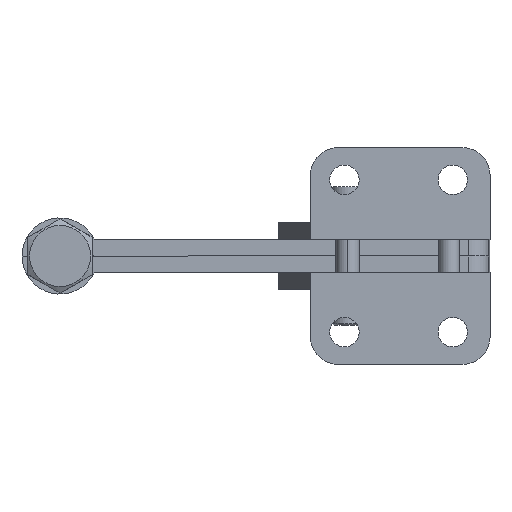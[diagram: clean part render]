
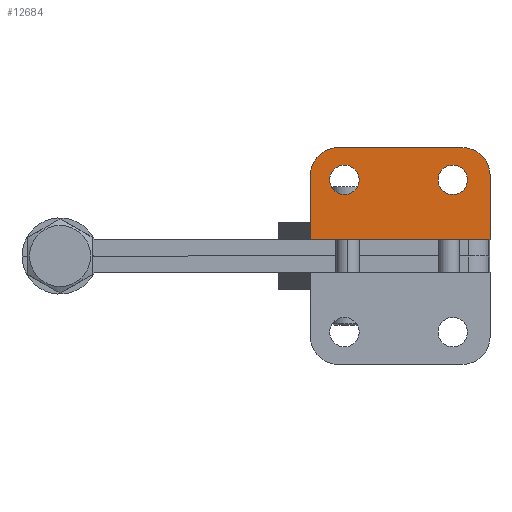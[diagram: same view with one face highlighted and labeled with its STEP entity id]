
A CAD part, front view. The second image highlights one B-rep face of the part: STEP entity #12684.
In plain terms, the highlighted planar face has unit normal (0, -1, 0).
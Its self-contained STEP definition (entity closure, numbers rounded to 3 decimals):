
#640 = FACE_BOUND ( 'NONE', #8131, .T. ) ;
#918 = CARTESIAN_POINT ( 'NONE',  ( -53., 0., 24. ) ) ;
#1107 = AXIS2_PLACEMENT_3D ( 'NONE', #22097, #10626, #24127 ) ;
#1392 = AXIS2_PLACEMENT_3D ( 'NONE', #15730, #4149, #17627 ) ;
#1897 = AXIS2_PLACEMENT_3D ( 'NONE', #17804, #15731, #21941 ) ;
#1966 = CARTESIAN_POINT ( 'NONE',  ( -53., 0., 10. ) ) ;
#2459 = ORIENTED_EDGE ( 'NONE', *, *, #3323, .F. ) ;
#2608 = VECTOR ( 'NONE', #5274, 1000. ) ;
#2769 = EDGE_CURVE ( 'NONE', #23295, #11399, #17450, .T. ) ;
#2917 = LINE ( 'NONE', #4895, #13183 ) ;
#2953 = VECTOR ( 'NONE', #3682, 1000. ) ;
#3323 = EDGE_CURVE ( 'NONE', #4481, #17273, #18356, .T. ) ;
#3682 = DIRECTION ( 'NONE',  ( 0., 0., -1. ) ) ;
#4149 = DIRECTION ( 'NONE',  ( 0., 1., 0. ) ) ;
#4481 = VERTEX_POINT ( 'NONE', #16963 ) ;
#4519 = AXIS2_PLACEMENT_3D ( 'NONE', #22732, #11201, #24742 ) ;
#4610 = DIRECTION ( 'NONE',  ( 0., 1., 0. ) ) ;
#4895 = CARTESIAN_POINT ( 'NONE',  ( -45., 0., 32. ) ) ;
#5223 = DIRECTION ( 'NONE',  ( 0., 0., 1. ) ) ;
#5274 = DIRECTION ( 'NONE',  ( 0., 0., -1. ) ) ;
#5327 = CIRCLE ( 'NONE', #9658, 4.35 ) ;
#5592 = EDGE_CURVE ( 'NONE', #4481, #6689, #20615, .T. ) ;
#5675 = CARTESIAN_POINT ( 'NONE',  ( -11., 0., 22.5 ) ) ;
#5790 = CARTESIAN_POINT ( 'NONE',  ( -43., 0., 18.15 ) ) ;
#6689 = VERTEX_POINT ( 'NONE', #16274 ) ;
#6944 = ORIENTED_EDGE ( 'NONE', *, *, #13276, .T. ) ;
#7148 = LINE ( 'NONE', #1966, #2608 ) ;
#7325 = CARTESIAN_POINT ( 'NONE',  ( -43., 0., 26.85 ) ) ;
#7369 = ORIENTED_EDGE ( 'NONE', *, *, #22055, .T. ) ;
#7768 = EDGE_CURVE ( 'NONE', #20939, #17273, #24252, .T. ) ;
#8131 = EDGE_LOOP ( 'NONE', ( #24639, #7369 ) ) ;
#8820 = ORIENTED_EDGE ( 'NONE', *, *, #5592, .T. ) ;
#9328 = CIRCLE ( 'NONE', #1107, 4.35 ) ;
#9514 = AXIS2_PLACEMENT_3D ( 'NONE', #21562, #10052, #23580 ) ;
#9658 = AXIS2_PLACEMENT_3D ( 'NONE', #16181, #4610, #18112 ) ;
#10052 = DIRECTION ( 'NONE',  ( 0., -1., 0. ) ) ;
#10298 = FACE_OUTER_BOUND ( 'NONE', #18336, .T. ) ;
#10302 = CARTESIAN_POINT ( 'NONE',  ( -11., 0., 26.85 ) ) ;
#10593 = EDGE_CURVE ( 'NONE', #17148, #20939, #7148, .T. ) ;
#10626 = DIRECTION ( 'NONE',  ( 0., 1., 0. ) ) ;
#10763 = ORIENTED_EDGE ( 'NONE', *, *, #15586, .T. ) ;
#11185 = VERTEX_POINT ( 'NONE', #7325 ) ;
#11201 = DIRECTION ( 'NONE',  ( 0., 1., 0. ) ) ;
#11399 = VERTEX_POINT ( 'NONE', #24891 ) ;
#11815 = PLANE ( 'NONE',  #1392 ) ;
#12675 = EDGE_LOOP ( 'NONE', ( #17011, #13621 ) ) ;
#12684 = ADVANCED_FACE ( 'NONE', ( #640, #15432, #10298 ), #11815, .F. ) ;
#12908 = ORIENTED_EDGE ( 'NONE', *, *, #10593, .T. ) ;
#13183 = VECTOR ( 'NONE', #18389, 1000. ) ;
#13276 = EDGE_CURVE ( 'NONE', #18263, #17148, #15096, .T. ) ;
#13364 = CIRCLE ( 'NONE', #4519, 4.35 ) ;
#13621 = ORIENTED_EDGE ( 'NONE', *, *, #24123, .T. ) ;
#14382 = EDGE_CURVE ( 'NONE', #11185, #24213, #9328, .T. ) ;
#15096 = CIRCLE ( 'NONE', #9514, 8. ) ;
#15432 = FACE_BOUND ( 'NONE', #12675, .T. ) ;
#15586 = EDGE_CURVE ( 'NONE', #6689, #18263, #2917, .T. ) ;
#15730 = CARTESIAN_POINT ( 'NONE',  ( -53., 0., 10. ) ) ;
#15731 = DIRECTION ( 'NONE',  ( 0., -1., 0. ) ) ;
#15895 = DIRECTION ( 'NONE',  ( 0., 1., 0. ) ) ;
#16181 = CARTESIAN_POINT ( 'NONE',  ( -11., 0., 22.5 ) ) ;
#16274 = CARTESIAN_POINT ( 'NONE',  ( -8., 0., 32. ) ) ;
#16963 = CARTESIAN_POINT ( 'NONE',  ( 0., 0., 24. ) ) ;
#17011 = ORIENTED_EDGE ( 'NONE', *, *, #14382, .T. ) ;
#17129 = DIRECTION ( 'NONE',  ( 1., 0., 0. ) ) ;
#17148 = VERTEX_POINT ( 'NONE', #918 ) ;
#17171 = CARTESIAN_POINT ( 'NONE',  ( 0., 0., 5. ) ) ;
#17273 = VERTEX_POINT ( 'NONE', #17171 ) ;
#17292 = CARTESIAN_POINT ( 'NONE',  ( -53., 0., 5. ) ) ;
#17450 = CIRCLE ( 'NONE', #21067, 4.35 ) ;
#17627 = DIRECTION ( 'NONE',  ( 0., 0., 1. ) ) ;
#17804 = CARTESIAN_POINT ( 'NONE',  ( -8., 0., 24. ) ) ;
#18112 = DIRECTION ( 'NONE',  ( 0., 0., 1. ) ) ;
#18263 = VERTEX_POINT ( 'NONE', #23803 ) ;
#18336 = EDGE_LOOP ( 'NONE', ( #23924, #2459, #8820, #10763, #6944, #12908 ) ) ;
#18356 = LINE ( 'NONE', #20952, #2953 ) ;
#18389 = DIRECTION ( 'NONE',  ( -1., 0., 0. ) ) ;
#20223 = CARTESIAN_POINT ( 'NONE',  ( -53., 0., 5. ) ) ;
#20615 = CIRCLE ( 'NONE', #1897, 8. ) ;
#20939 = VERTEX_POINT ( 'NONE', #20223 ) ;
#20952 = CARTESIAN_POINT ( 'NONE',  ( 0., 0., 10. ) ) ;
#21067 = AXIS2_PLACEMENT_3D ( 'NONE', #5675, #15895, #5223 ) ;
#21562 = CARTESIAN_POINT ( 'NONE',  ( -45., 0., 24. ) ) ;
#21941 = DIRECTION ( 'NONE',  ( 0., 0., 1. ) ) ;
#22055 = EDGE_CURVE ( 'NONE', #11399, #23295, #5327, .T. ) ;
#22097 = CARTESIAN_POINT ( 'NONE',  ( -43., 0., 22.5 ) ) ;
#22732 = CARTESIAN_POINT ( 'NONE',  ( -43., 0., 22.5 ) ) ;
#23295 = VERTEX_POINT ( 'NONE', #10302 ) ;
#23580 = DIRECTION ( 'NONE',  ( 0., 0., 1. ) ) ;
#23631 = VECTOR ( 'NONE', #17129, 1000. ) ;
#23803 = CARTESIAN_POINT ( 'NONE',  ( -45., 0., 32. ) ) ;
#23924 = ORIENTED_EDGE ( 'NONE', *, *, #7768, .T. ) ;
#24123 = EDGE_CURVE ( 'NONE', #24213, #11185, #13364, .T. ) ;
#24127 = DIRECTION ( 'NONE',  ( 0., 0., 1. ) ) ;
#24213 = VERTEX_POINT ( 'NONE', #5790 ) ;
#24252 = LINE ( 'NONE', #17292, #23631 ) ;
#24639 = ORIENTED_EDGE ( 'NONE', *, *, #2769, .T. ) ;
#24742 = DIRECTION ( 'NONE',  ( 0., 0., 1. ) ) ;
#24891 = CARTESIAN_POINT ( 'NONE',  ( -11., 0., 18.15 ) ) ;
